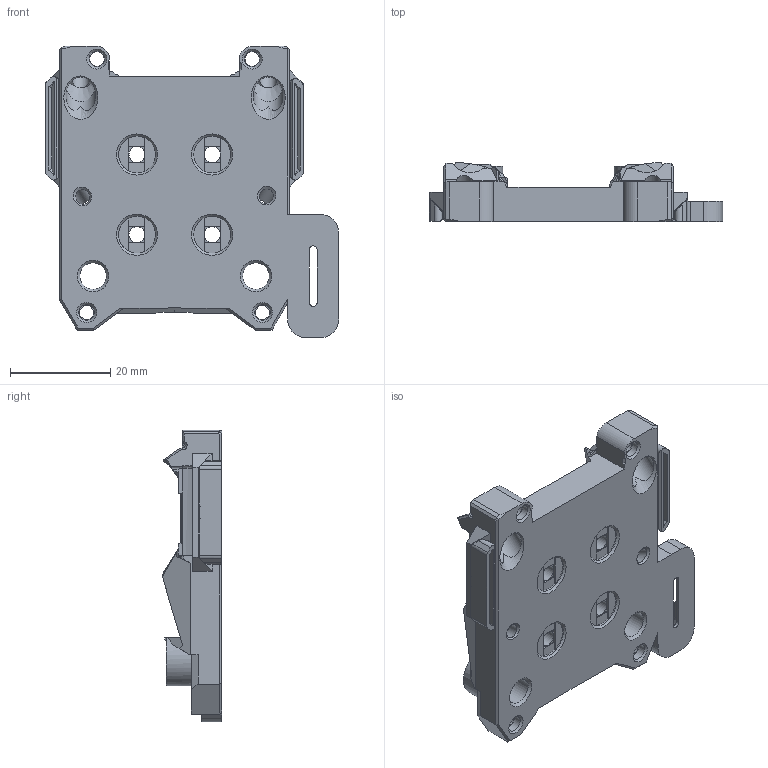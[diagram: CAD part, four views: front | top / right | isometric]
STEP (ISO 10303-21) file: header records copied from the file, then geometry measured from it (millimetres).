
FILE_DESCRIPTION(('FreeCAD Model'),'2;1');
FILE_NAME('Open CASCADE Shape Model','2024-02-01T17:36:06',(''),(''), 'Open CASCADE STEP processor 7.6','FreeCAD','Unknown');
FILE_SCHEMA(('AUTOMOTIVE_DESIGN { 1 0 10303 214 1 1 1 1 }'));
Length unit declared in the file: millimetre
Products named in the file (4): Tap_Front_Mod_v0_4_2; Body-Refined; Solid002; Solid
Assembly tree (3 placements, depth 2):
  Tap_Front_Mod_v0_4_2
    Body-Refined
    Solid002
    Solid
Bounding box: 58.52 x 11.8 x 58.26 mm (x, y, z)
Volume: 14887 mm3; surface area: 9800.3 mm2
Topology: 3 solids, 6 shells, 623 faces, 1700 edges, 1090 vertices
Faces by surface type: plane 425, bspline 88, cylinder 78, cone 32
Full cylindrical faces by diameter (mm): 2.8 x4, 2.9 x2, 3.1 x2, 3.2 x8, 3.4 x2, 5.3 x2, 6 x2, 7.4 x4
Entity records: 52468 total; most frequent: CARTESIAN_POINT 20076, DIRECTION 5491, LINE 3755, VECTOR 3755, ORIENTED_EDGE 3384, PCURVE 3384, DEFINITIONAL_REPRESENTATION 3384, EDGE_CURVE 1692
